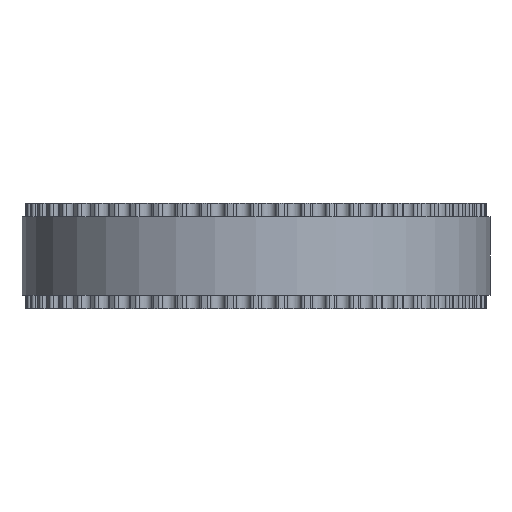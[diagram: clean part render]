
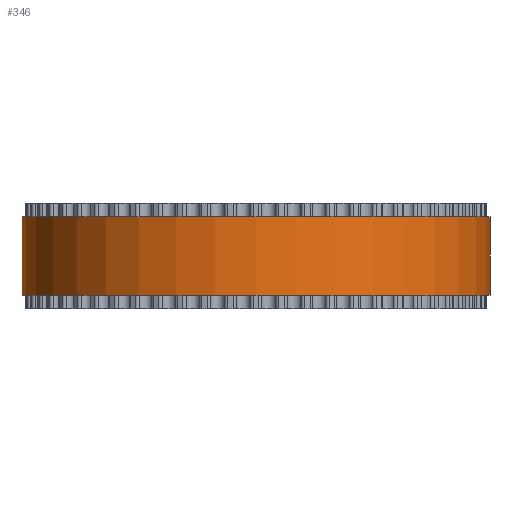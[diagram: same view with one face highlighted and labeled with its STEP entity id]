
A CAD part, front view. The second image highlights one B-rep face of the part: STEP entity #346.
In plain terms, the highlighted cylindrical face has radius 17.825 mm (diameter 35.651 mm), a full revolution.
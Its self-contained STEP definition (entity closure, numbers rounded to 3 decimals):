
#97=FACE_BOUND('',#1024,.T.);
#98=FACE_BOUND('',#1025,.T.);
#346=ADVANCED_FACE('',(#97,#98),#571,.T.);
#571=CYLINDRICAL_SURFACE('',#5071,17.825);
#1024=EDGE_LOOP('',(#2818));
#1025=EDGE_LOOP('',(#2819));
#2818=ORIENTED_EDGE('',*,*,#3942,.T.);
#2819=ORIENTED_EDGE('',*,*,#3943,.T.);
#3268=VERTEX_POINT('',#8000);
#3269=VERTEX_POINT('',#8002);
#3942=EDGE_CURVE('',#3268,#3268,#4392,.T.);
#3943=EDGE_CURVE('',#3269,#3269,#4393,.T.);
#4392=CIRCLE('',#5069,17.825);
#4393=CIRCLE('',#5070,17.825);
#5069=AXIS2_PLACEMENT_3D('',#7999,#6646,#6647);
#5070=AXIS2_PLACEMENT_3D('',#8001,#6648,#6649);
#5071=AXIS2_PLACEMENT_3D('',#8003,#6650,#6651);
#6646=DIRECTION('',(0.,0.,1.));
#6647=DIRECTION('',(1.,0.,0.));
#6648=DIRECTION('',(0.,0.,-1.));
#6649=DIRECTION('',(1.,0.,0.));
#6650=DIRECTION('',(0.,0.,1.));
#6651=DIRECTION('',(1.,0.,0.));
#7999=CARTESIAN_POINT('',(0.,0.,1.));
#8000=CARTESIAN_POINT('',(17.825,0.,1.));
#8001=CARTESIAN_POINT('',(0.,0.,7.));
#8002=CARTESIAN_POINT('',(17.825,0.,7.));
#8003=CARTESIAN_POINT('',(0.,0.,1.));
